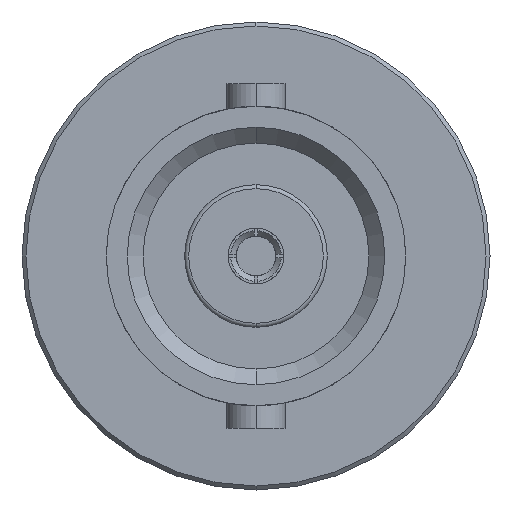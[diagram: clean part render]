
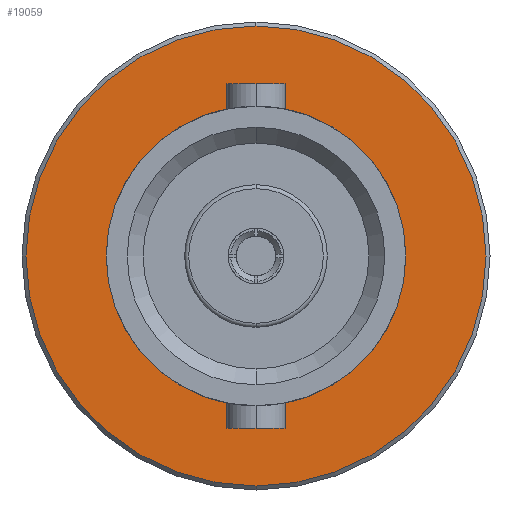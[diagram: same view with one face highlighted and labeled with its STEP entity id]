
A CAD part, left-side view. The second image highlights one B-rep face of the part: STEP entity #19059.
In plain terms, the highlighted planar face has unit normal (-1, 0, 0).
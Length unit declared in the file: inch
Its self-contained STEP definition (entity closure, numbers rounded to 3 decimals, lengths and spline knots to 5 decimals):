
#532 = DIRECTION ( 'NONE',  ( -1., 0., 0. ) ) ;
#964 = EDGE_CURVE ( 'NONE', #4701, #4524, #9842, .T. ) ;
#1006 = EDGE_CURVE ( 'NONE', #4524, #4701, #11850, .T. ) ;
#1090 = CIRCLE ( 'NONE', #15034, 0.189 ) ;
#1389 = CARTESIAN_POINT ( 'NONE',  ( 0.425, 0., 0. ) ) ;
#2391 = ORIENTED_EDGE ( 'NONE', *, *, #1006, .T. ) ;
#2522 = CIRCLE ( 'NONE', #22978, 0.189 ) ;
#2753 = ORIENTED_EDGE ( 'NONE', *, *, #964, .T. ) ;
#3108 = CARTESIAN_POINT ( 'NONE',  ( 0.425, 0., 0. ) ) ;
#3639 = EDGE_LOOP ( 'NONE', ( #17257, #6434 ) ) ;
#4187 = AXIS2_PLACEMENT_3D ( 'NONE', #22483, #16271, #14150 ) ;
#4524 = VERTEX_POINT ( 'NONE', #22959 ) ;
#4701 = VERTEX_POINT ( 'NONE', #6955 ) ;
#5711 = AXIS2_PLACEMENT_3D ( 'NONE', #9426, #13874, #19886 ) ;
#6434 = ORIENTED_EDGE ( 'NONE', *, *, #16070, .F. ) ;
#6525 = DIRECTION ( 'NONE',  ( 0., 0., 1. ) ) ;
#6955 = CARTESIAN_POINT ( 'NONE',  ( 0.425, 0., -0.29028 ) ) ;
#9426 = CARTESIAN_POINT ( 'NONE',  ( 0.425, 0., 0. ) ) ;
#9842 = CIRCLE ( 'NONE', #5711, 0.29028 ) ;
#11850 = CIRCLE ( 'NONE', #15639, 0.29028 ) ;
#12780 = FACE_OUTER_BOUND ( 'NONE', #26795, .T. ) ;
#13874 = DIRECTION ( 'NONE',  ( -1., 0., 0. ) ) ;
#14150 = DIRECTION ( 'NONE',  ( 0., 0., 1. ) ) ;
#14338 = CARTESIAN_POINT ( 'NONE',  ( 0.425, 0., -0.189 ) ) ;
#15034 = AXIS2_PLACEMENT_3D ( 'NONE', #1389, #20744, #18259 ) ;
#15639 = AXIS2_PLACEMENT_3D ( 'NONE', #3108, #24162, #26311 ) ;
#16070 = EDGE_CURVE ( 'NONE', #19151, #27375, #2522, .T. ) ;
#16271 = DIRECTION ( 'NONE',  ( -1., 0., 0. ) ) ;
#17257 = ORIENTED_EDGE ( 'NONE', *, *, #19958, .F. ) ;
#18259 = DIRECTION ( 'NONE',  ( 0., 0., 1. ) ) ;
#19059 = ADVANCED_FACE ( 'NONE', ( #23389, #12780 ), #20614, .T. ) ;
#19151 = VERTEX_POINT ( 'NONE', #14338 ) ;
#19886 = DIRECTION ( 'NONE',  ( 0., 0., 1. ) ) ;
#19958 = EDGE_CURVE ( 'NONE', #27375, #19151, #1090, .T. ) ;
#20363 = CARTESIAN_POINT ( 'NONE',  ( 0.425, 0., 0.189 ) ) ;
#20614 = PLANE ( 'NONE',  #4187 ) ;
#20744 = DIRECTION ( 'NONE',  ( -1., 0., 0. ) ) ;
#22483 = CARTESIAN_POINT ( 'NONE',  ( 0.425, 0.17832, 0. ) ) ;
#22959 = CARTESIAN_POINT ( 'NONE',  ( 0.425, 0., 0.29028 ) ) ;
#22978 = AXIS2_PLACEMENT_3D ( 'NONE', #23555, #532, #6525 ) ;
#23389 = FACE_BOUND ( 'NONE', #3639, .T. ) ;
#23555 = CARTESIAN_POINT ( 'NONE',  ( 0.425, 0., 0. ) ) ;
#24162 = DIRECTION ( 'NONE',  ( -1., 0., 0. ) ) ;
#26311 = DIRECTION ( 'NONE',  ( 0., 0., 1. ) ) ;
#26795 = EDGE_LOOP ( 'NONE', ( #2753, #2391 ) ) ;
#27375 = VERTEX_POINT ( 'NONE', #20363 ) ;
